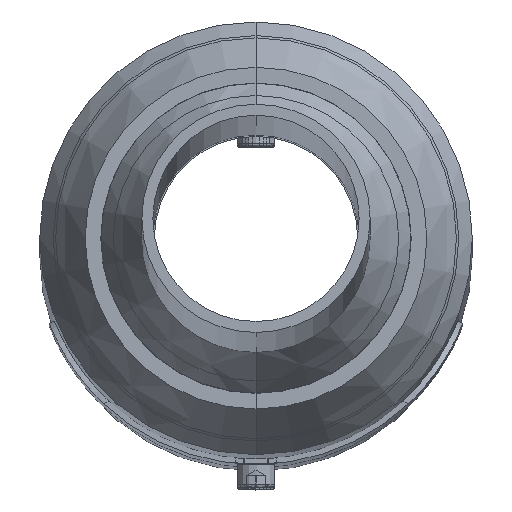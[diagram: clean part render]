
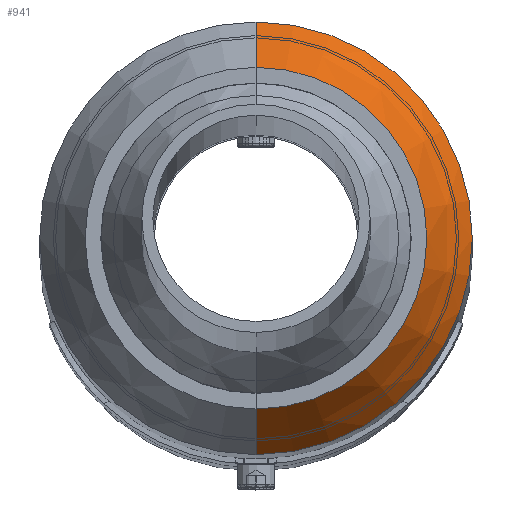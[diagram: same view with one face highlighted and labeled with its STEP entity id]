
A CAD part, top view. The second image highlights one B-rep face of the part: STEP entity #941.
In plain terms, the highlighted conical face has half-angle 31 degrees and reference radius 45.133 mm.
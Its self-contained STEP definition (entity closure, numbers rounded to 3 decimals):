
#41 = EDGE_CURVE ( 'NONE', #4048, #401, #214, .T. ) ;
#58 = CARTESIAN_POINT ( 'NONE',  ( 0., 2500., 45.133 ) ) ;
#100 = ORIENTED_EDGE ( 'NONE', *, *, #3777, .F. ) ;
#148 = CIRCLE ( 'NONE', #4243, 45.133 ) ;
#214 = LINE ( 'NONE', #4287, #3677 ) ;
#393 = ORIENTED_EDGE ( 'NONE', *, *, #1480, .T. ) ;
#401 = VERTEX_POINT ( 'NONE', #925 ) ;
#518 = EDGE_CURVE ( 'NONE', #1536, #401, #4387, .T. ) ;
#745 = CARTESIAN_POINT ( 'NONE',  ( 0., 2480., 57.15 ) ) ;
#844 = CARTESIAN_POINT ( 'NONE',  ( 0., 2480., 0. ) ) ;
#864 = AXIS2_PLACEMENT_3D ( 'NONE', #2248, #2948, #2925 ) ;
#894 = VERTEX_POINT ( 'NONE', #2727 ) ;
#925 = CARTESIAN_POINT ( 'NONE',  ( 0., 2480., -57.15 ) ) ;
#941 = ADVANCED_FACE ( 'NONE', ( #3931 ), #1356, .T. ) ;
#995 = EDGE_LOOP ( 'NONE', ( #100, #393, #3174, #3939 ) ) ;
#1356 = CONICAL_SURFACE ( 'NONE', #864, 45.133, 0.541 ) ;
#1480 = EDGE_CURVE ( 'NONE', #894, #1536, #2828, .T. ) ;
#1536 = VERTEX_POINT ( 'NONE', #745 ) ;
#1560 = DIRECTION ( 'NONE',  ( 0., -0.857, -0.515 ) ) ;
#2248 = CARTESIAN_POINT ( 'NONE',  ( 0., 2500., 0. ) ) ;
#2255 = DIRECTION ( 'NONE',  ( 0., 1., 0. ) ) ;
#2441 = AXIS2_PLACEMENT_3D ( 'NONE', #844, #3556, #3955 ) ;
#2502 = CARTESIAN_POINT ( 'NONE',  ( 0., 2500., -45.133 ) ) ;
#2625 = DIRECTION ( 'NONE',  ( 0., 0., 1. ) ) ;
#2727 = CARTESIAN_POINT ( 'NONE',  ( 0., 2500., 45.133 ) ) ;
#2828 = LINE ( 'NONE', #58, #3738 ) ;
#2925 = DIRECTION ( 'NONE',  ( 0., 0., -1. ) ) ;
#2948 = DIRECTION ( 'NONE',  ( 0., -1., 0. ) ) ;
#3163 = DIRECTION ( 'NONE',  ( 0., -0.857, 0.515 ) ) ;
#3174 = ORIENTED_EDGE ( 'NONE', *, *, #518, .T. ) ;
#3556 = DIRECTION ( 'NONE',  ( 0., 1., 0. ) ) ;
#3677 = VECTOR ( 'NONE', #1560, 1000. ) ;
#3738 = VECTOR ( 'NONE', #3163, 1000. ) ;
#3777 = EDGE_CURVE ( 'NONE', #894, #4048, #148, .T. ) ;
#3931 = FACE_OUTER_BOUND ( 'NONE', #995, .T. ) ;
#3939 = ORIENTED_EDGE ( 'NONE', *, *, #41, .F. ) ;
#3955 = DIRECTION ( 'NONE',  ( 0., 0., 1. ) ) ;
#3984 = CARTESIAN_POINT ( 'NONE',  ( 0., 2500., 0. ) ) ;
#4048 = VERTEX_POINT ( 'NONE', #2502 ) ;
#4243 = AXIS2_PLACEMENT_3D ( 'NONE', #3984, #2255, #2625 ) ;
#4287 = CARTESIAN_POINT ( 'NONE',  ( 0., 2500., -45.133 ) ) ;
#4387 = CIRCLE ( 'NONE', #2441, 57.15 ) ;
